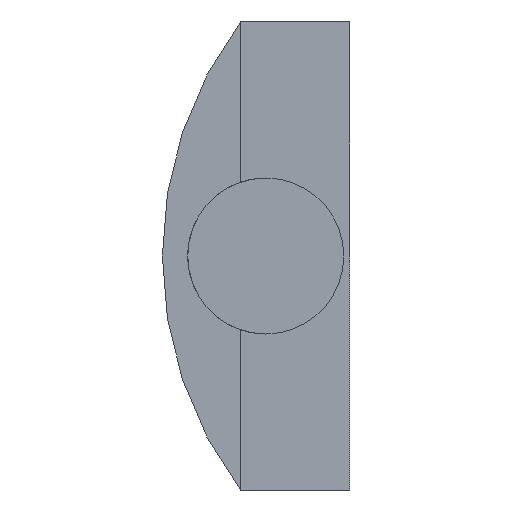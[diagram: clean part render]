
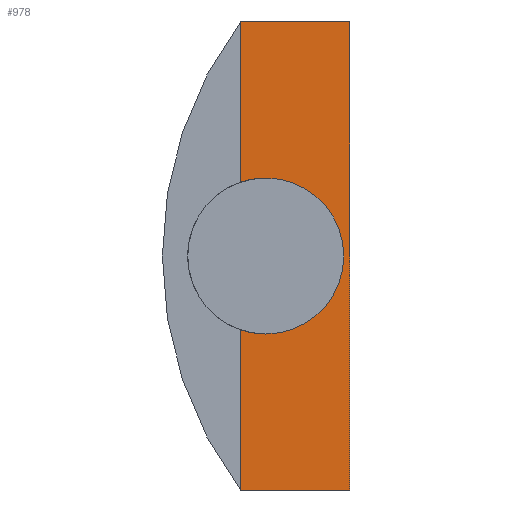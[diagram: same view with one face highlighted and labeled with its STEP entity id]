
A CAD part, left-side view. The second image highlights one B-rep face of the part: STEP entity #978.
In plain terms, the highlighted planar face has unit normal (-1, 0, 0).
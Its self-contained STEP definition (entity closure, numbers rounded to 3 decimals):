
#71 = DIRECTION ( 'NONE',  ( 0., 0., -1. ) ) ;
#72 = DIRECTION ( 'NONE',  ( 1., 0., 0. ) ) ;
#74 = PLANE ( 'NONE',  #863 ) ;
#81 = CARTESIAN_POINT ( 'NONE',  ( -110., -25., -15.594 ) ) ;
#162 = DIRECTION ( 'NONE',  ( 0., 0., -1. ) ) ;
#163 = CARTESIAN_POINT ( 'NONE',  ( -110., 0.65, 0. ) ) ;
#166 = DIRECTION ( 'NONE',  ( 0., 0., -1. ) ) ;
#167 = CARTESIAN_POINT ( 'NONE',  ( -110., 0.65, 0. ) ) ;
#196 = DIRECTION ( 'NONE',  ( 0., 0., 1. ) ) ;
#197 = DIRECTION ( 'NONE',  ( -1., 0., 0. ) ) ;
#198 = CARTESIAN_POINT ( 'NONE',  ( -110., 0., 0. ) ) ;
#208 = DIRECTION ( 'NONE',  ( 0., 1., 0. ) ) ;
#209 = CARTESIAN_POINT ( 'NONE',  ( -110., -2.15, -6. ) ) ;
#212 = DIRECTION ( 'NONE',  ( 0., 0., 1. ) ) ;
#220 = DIRECTION ( 'NONE',  ( 0., 0., 1. ) ) ;
#221 = DIRECTION ( 'NONE',  ( -1., 0., 0. ) ) ;
#222 = CARTESIAN_POINT ( 'NONE',  ( -110., 0., 0. ) ) ;
#224 = CARTESIAN_POINT ( 'NONE',  ( -110., -2.15, 0. ) ) ;
#239 = CARTESIAN_POINT ( 'NONE',  ( -110., -2.15, 6. ) ) ;
#245 = DIRECTION ( 'NONE',  ( 0., -1., 0. ) ) ;
#302 = DIRECTION ( 'NONE',  ( 0., 0., 1. ) ) ;
#303 = DIRECTION ( 'NONE',  ( -1., 0., 0. ) ) ;
#304 = CARTESIAN_POINT ( 'NONE',  ( -110., 0., 0. ) ) ;
#328 = CARTESIAN_POINT ( 'NONE',  ( -110., 0., -2. ) ) ;
#336 = CARTESIAN_POINT ( 'NONE',  ( -110., 0.65, 1.891 ) ) ;
#337 = CARTESIAN_POINT ( 'NONE',  ( -110., 0.65, 6. ) ) ;
#340 = CARTESIAN_POINT ( 'NONE',  ( -110., 0.65, -6. ) ) ;
#344 = CARTESIAN_POINT ( 'NONE',  ( -110., 0., 2. ) ) ;
#349 = CARTESIAN_POINT ( 'NONE',  ( -110., 0.65, -1.891 ) ) ;
#356 = CARTESIAN_POINT ( 'NONE',  ( -110., -2.15, 6. ) ) ;
#362 = CARTESIAN_POINT ( 'NONE',  ( -110., -2.15, -6. ) ) ;
#375 = ORIENTED_EDGE ( 'NONE', *, *, #900, .F. ) ;
#383 = EDGE_LOOP ( 'NONE', ( #447, #375, #453, #520, #456, #481, #602, #603 ) ) ;
#386 = VERTEX_POINT ( 'NONE', #344 ) ;
#402 = VERTEX_POINT ( 'NONE', #356 ) ;
#427 = VERTEX_POINT ( 'NONE', #349 ) ;
#447 = ORIENTED_EDGE ( 'NONE', *, *, #954, .T. ) ;
#453 = ORIENTED_EDGE ( 'NONE', *, *, #919, .F. ) ;
#456 = ORIENTED_EDGE ( 'NONE', *, *, #952, .T. ) ;
#458 = VERTEX_POINT ( 'NONE', #362 ) ;
#481 = ORIENTED_EDGE ( 'NONE', *, *, #909, .F. ) ;
#519 = VERTEX_POINT ( 'NONE', #340 ) ;
#520 = ORIENTED_EDGE ( 'NONE', *, *, #820, .F. ) ;
#529 = CIRCLE ( 'NONE', #897, 2. ) ;
#534 = VERTEX_POINT ( 'NONE', #337 ) ;
#548 = VERTEX_POINT ( 'NONE', #336 ) ;
#581 = VERTEX_POINT ( 'NONE', #328 ) ;
#602 = ORIENTED_EDGE ( 'NONE', *, *, #906, .T. ) ;
#603 = ORIENTED_EDGE ( 'NONE', *, *, #880, .F. ) ;
#652 = VECTOR ( 'NONE', #166, 1000. ) ;
#657 = LINE ( 'NONE', #163, #780 ) ;
#666 = LINE ( 'NONE', #224, #702 ) ;
#673 = FACE_OUTER_BOUND ( 'NONE', #383, .T. ) ;
#702 = VECTOR ( 'NONE', #212, 1000. ) ;
#710 = CIRCLE ( 'NONE', #942, 2. ) ;
#717 = LINE ( 'NONE', #167, #652 ) ;
#724 = VECTOR ( 'NONE', #208, 1000. ) ;
#759 = LINE ( 'NONE', #239, #790 ) ;
#773 = LINE ( 'NONE', #209, #724 ) ;
#780 = VECTOR ( 'NONE', #162, 1000. ) ;
#790 = VECTOR ( 'NONE', #245, 1000. ) ;
#793 = CIRCLE ( 'NONE', #914, 2. ) ;
#820 = EDGE_CURVE ( 'NONE', #427, #581, #529, .T. ) ;
#863 = AXIS2_PLACEMENT_3D ( 'NONE', #81, #72, #71 ) ;
#880 = EDGE_CURVE ( 'NONE', #534, #402, #759, .T. ) ;
#897 = AXIS2_PLACEMENT_3D ( 'NONE', #304, #303, #302 ) ;
#900 = EDGE_CURVE ( 'NONE', #386, #548, #710, .T. ) ;
#906 = EDGE_CURVE ( 'NONE', #458, #402, #666, .T. ) ;
#909 = EDGE_CURVE ( 'NONE', #458, #519, #773, .T. ) ;
#914 = AXIS2_PLACEMENT_3D ( 'NONE', #198, #197, #196 ) ;
#919 = EDGE_CURVE ( 'NONE', #581, #386, #793, .T. ) ;
#942 = AXIS2_PLACEMENT_3D ( 'NONE', #222, #221, #220 ) ;
#952 = EDGE_CURVE ( 'NONE', #427, #519, #717, .T. ) ;
#954 = EDGE_CURVE ( 'NONE', #534, #548, #657, .T. ) ;
#978 = ADVANCED_FACE ( 'NONE', ( #673 ), #74, .F. ) ;
